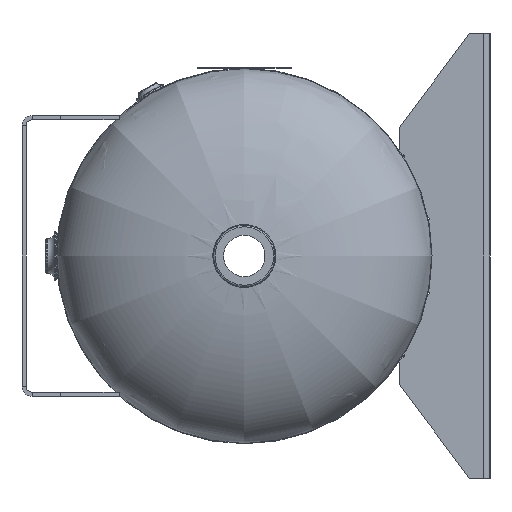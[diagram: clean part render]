
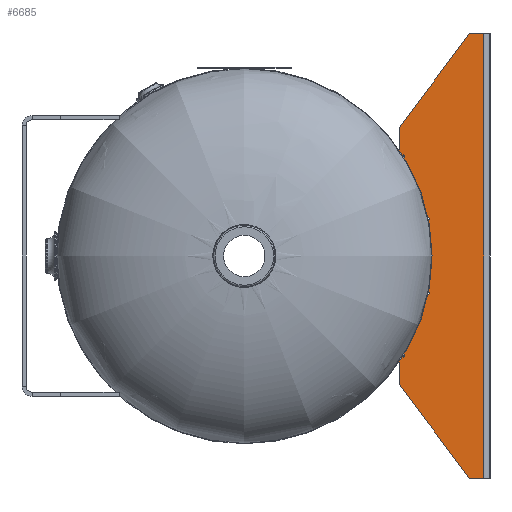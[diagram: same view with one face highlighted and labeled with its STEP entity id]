
A CAD part, left-side view. The second image highlights one B-rep face of the part: STEP entity #6685.
In plain terms, the highlighted face is planar.
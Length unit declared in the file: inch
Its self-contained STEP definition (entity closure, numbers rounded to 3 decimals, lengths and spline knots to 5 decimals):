
#322=CIRCLE('',#7200,8.0604);
#341=CIRCLE('',#7224,8.);
#343=CIRCLE('',#7229,8.0604);
#344=CIRCLE('',#7234,8.);
#347=CIRCLE('',#7243,8.0604);
#349=CIRCLE('',#7248,8.);
#350=CIRCLE('',#7250,8.);
#351=CIRCLE('',#7251,8.0604);
#352=CIRCLE('',#7252,8.);
#930=LINE('',#12720,#1578);
#934=LINE('',#12729,#1582);
#972=LINE('',#12850,#1620);
#975=LINE('',#12855,#1623);
#982=LINE('',#12876,#1630);
#985=LINE('',#12884,#1633);
#989=LINE('',#12898,#1637);
#990=LINE('',#12902,#1638);
#991=LINE('',#12906,#1639);
#992=LINE('',#12908,#1640);
#993=LINE('',#12910,#1641);
#994=LINE('',#12912,#1642);
#995=LINE('',#12914,#1643);
#996=LINE('',#12916,#1644);
#997=LINE('',#12917,#1645);
#1578=VECTOR('',#8636,0.3937);
#1582=VECTOR('',#8642,0.3937);
#1620=VECTOR('',#8748,0.3937);
#1623=VECTOR('',#8753,0.3937);
#1630=VECTOR('',#8778,0.3937);
#1633=VECTOR('',#8787,0.3937);
#1637=VECTOR('',#8803,0.3937);
#1638=VECTOR('',#8806,0.3937);
#1639=VECTOR('',#8809,0.3937);
#1640=VECTOR('',#8810,0.3937);
#1641=VECTOR('',#8811,0.3937);
#1642=VECTOR('',#8812,0.3937);
#1643=VECTOR('',#8813,0.3937);
#1644=VECTOR('',#8814,0.3937);
#1645=VECTOR('',#8815,0.3937);
#1893=PLANE('',#7249);
#2369=FACE_OUTER_BOUND('',#2845,.T.);
#2845=EDGE_LOOP('',(#6066,#6067,#6068,#6069,#6070,#6071,#6072,#6073,#6074,
#6075,#6076,#6077,#6078,#6079,#6080,#6081,#6082,#6083,#6084,#6085,#6086,
#6087,#6088,#6089));
#3504=VERTEX_POINT('',#12717);
#3505=VERTEX_POINT('',#12719);
#3508=VERTEX_POINT('',#12726);
#3509=VERTEX_POINT('',#12728);
#3552=VERTEX_POINT('',#12827);
#3556=VERTEX_POINT('',#12841);
#3557=VERTEX_POINT('',#12843);
#3558=VERTEX_POINT('',#12849);
#3559=VERTEX_POINT('',#12853);
#3564=VERTEX_POINT('',#12875);
#3565=VERTEX_POINT('',#12879);
#3566=VERTEX_POINT('',#12883);
#3568=VERTEX_POINT('',#12891);
#3569=VERTEX_POINT('',#12895);
#3570=VERTEX_POINT('',#12897);
#3571=VERTEX_POINT('',#12899);
#3572=VERTEX_POINT('',#12901);
#3573=VERTEX_POINT('',#12903);
#3574=VERTEX_POINT('',#12905);
#3575=VERTEX_POINT('',#12907);
#3576=VERTEX_POINT('',#12909);
#3577=VERTEX_POINT('',#12911);
#3578=VERTEX_POINT('',#12913);
#3579=VERTEX_POINT('',#12915);
#4343=EDGE_CURVE('',#3505,#3504,#930,.T.);
#4347=EDGE_CURVE('',#3509,#3508,#934,.T.);
#4350=EDGE_CURVE('',#3504,#3509,#322,.T.);
#4397=EDGE_CURVE('',#3552,#3505,#341,.T.);
#4405=EDGE_CURVE('',#3557,#3556,#343,.T.);
#4408=EDGE_CURVE('',#3558,#3557,#972,.T.);
#4411=EDGE_CURVE('',#3556,#3559,#975,.T.);
#4412=EDGE_CURVE('',#3508,#3558,#344,.T.);
#4421=EDGE_CURVE('',#3564,#3552,#982,.T.);
#4423=EDGE_CURVE('',#3565,#3564,#347,.T.);
#4425=EDGE_CURVE('',#3566,#3565,#985,.T.);
#4429=EDGE_CURVE('',#3568,#3566,#349,.T.);
#4431=EDGE_CURVE('',#3559,#3569,#350,.T.);
#4432=EDGE_CURVE('',#3569,#3570,#989,.T.);
#4433=EDGE_CURVE('',#3570,#3571,#351,.T.);
#4434=EDGE_CURVE('',#3571,#3572,#990,.T.);
#4435=EDGE_CURVE('',#3572,#3573,#352,.T.);
#4436=EDGE_CURVE('',#3574,#3573,#991,.T.);
#4437=EDGE_CURVE('',#3575,#3574,#992,.T.);
#4438=EDGE_CURVE('',#3575,#3576,#993,.T.);
#4439=EDGE_CURVE('',#3577,#3576,#994,.T.);
#4440=EDGE_CURVE('',#3577,#3578,#995,.T.);
#4441=EDGE_CURVE('',#3579,#3578,#996,.T.);
#4442=EDGE_CURVE('',#3568,#3579,#997,.T.);
#6066=ORIENTED_EDGE('',*,*,#4347,.T.);
#6067=ORIENTED_EDGE('',*,*,#4412,.T.);
#6068=ORIENTED_EDGE('',*,*,#4408,.T.);
#6069=ORIENTED_EDGE('',*,*,#4405,.T.);
#6070=ORIENTED_EDGE('',*,*,#4411,.T.);
#6071=ORIENTED_EDGE('',*,*,#4431,.T.);
#6072=ORIENTED_EDGE('',*,*,#4432,.T.);
#6073=ORIENTED_EDGE('',*,*,#4433,.T.);
#6074=ORIENTED_EDGE('',*,*,#4434,.T.);
#6075=ORIENTED_EDGE('',*,*,#4435,.T.);
#6076=ORIENTED_EDGE('',*,*,#4436,.F.);
#6077=ORIENTED_EDGE('',*,*,#4437,.F.);
#6078=ORIENTED_EDGE('',*,*,#4438,.T.);
#6079=ORIENTED_EDGE('',*,*,#4439,.F.);
#6080=ORIENTED_EDGE('',*,*,#4440,.T.);
#6081=ORIENTED_EDGE('',*,*,#4441,.F.);
#6082=ORIENTED_EDGE('',*,*,#4442,.F.);
#6083=ORIENTED_EDGE('',*,*,#4429,.T.);
#6084=ORIENTED_EDGE('',*,*,#4425,.T.);
#6085=ORIENTED_EDGE('',*,*,#4423,.T.);
#6086=ORIENTED_EDGE('',*,*,#4421,.T.);
#6087=ORIENTED_EDGE('',*,*,#4397,.T.);
#6088=ORIENTED_EDGE('',*,*,#4343,.T.);
#6089=ORIENTED_EDGE('',*,*,#4350,.T.);
#6685=ADVANCED_FACE('',(#2369),#1893,.T.);
#7200=AXIS2_PLACEMENT_3D('',#12733,#8648,#8649);
#7224=AXIS2_PLACEMENT_3D('',#12828,#8724,#8725);
#7229=AXIS2_PLACEMENT_3D('',#12844,#8740,#8741);
#7234=AXIS2_PLACEMENT_3D('',#12857,#8756,#8757);
#7243=AXIS2_PLACEMENT_3D('',#12880,#8782,#8783);
#7248=AXIS2_PLACEMENT_3D('',#12892,#8796,#8797);
#7249=AXIS2_PLACEMENT_3D('',#12894,#8799,#8800);
#7250=AXIS2_PLACEMENT_3D('',#12896,#8801,#8802);
#7251=AXIS2_PLACEMENT_3D('',#12900,#8804,#8805);
#7252=AXIS2_PLACEMENT_3D('',#12904,#8807,#8808);
#8636=DIRECTION('',(0.203,0.,-0.979));
#8642=DIRECTION('',(-0.191,0.,0.982));
#8648=DIRECTION('center_axis',(0.,1.,0.));
#8649=DIRECTION('ref_axis',(-1.,0.,0.));
#8724=DIRECTION('center_axis',(0.,1.,0.));
#8725=DIRECTION('ref_axis',(0.561,0.,-0.828));
#8740=DIRECTION('center_axis',(0.,1.,0.));
#8741=DIRECTION('ref_axis',(1.,0.,0.));
#8748=DIRECTION('',(-0.191,0.,-0.982));
#8753=DIRECTION('',(0.203,0.,0.979));
#8756=DIRECTION('center_axis',(0.,1.,0.));
#8757=DIRECTION('ref_axis',(0.561,0.,-0.828));
#8778=DIRECTION('',(-0.528,0.,0.849));
#8782=DIRECTION('center_axis',(0.,1.,0.));
#8783=DIRECTION('ref_axis',(-1.,0.,0.));
#8787=DIRECTION('',(0.538,0.,-0.843));
#8796=DIRECTION('center_axis',(0.,1.,0.));
#8797=DIRECTION('ref_axis',(0.561,0.,-0.828));
#8799=DIRECTION('center_axis',(0.,-1.,0.));
#8800=DIRECTION('ref_axis',(0.,0.,-1.));
#8801=DIRECTION('center_axis',(0.,1.,0.));
#8802=DIRECTION('ref_axis',(0.561,0.,-0.828));
#8803=DIRECTION('',(-0.528,0.,-0.849));
#8804=DIRECTION('center_axis',(0.,1.,0.));
#8805=DIRECTION('ref_axis',(1.,0.,0.));
#8806=DIRECTION('',(0.538,0.,0.843));
#8807=DIRECTION('center_axis',(0.,1.,0.));
#8808=DIRECTION('ref_axis',(0.561,0.,-0.828));
#8809=DIRECTION('',(1.,0.,0.));
#8810=DIRECTION('',(0.8,0.,0.6));
#8811=DIRECTION('',(0.,0.,-1.));
#8812=DIRECTION('',(-1.,0.,0.));
#8813=DIRECTION('',(0.,0.,1.));
#8814=DIRECTION('',(0.8,0.,-0.6));
#8815=DIRECTION('',(1.,0.,0.));
#12717=CARTESIAN_POINT('',(1.63852,-2.,2.6079));
#12719=CARTESIAN_POINT('',(1.62625,-2.,2.66704));
#12720=CARTESIAN_POINT('',(1.66792,-2.,2.46632));
#12726=CARTESIAN_POINT('',(1.52894,-2.,2.64746));
#12728=CARTESIAN_POINT('',(1.54049,-2.,2.58818));
#12729=CARTESIAN_POINT('',(0.81138,-2.,6.33284));
#12733=CARTESIAN_POINT('Origin',(0.,-2.,10.5));
#12827=CARTESIAN_POINT('',(4.22267,-2.,3.70522));
#12828=CARTESIAN_POINT('Origin',(0.,-2.,10.5));
#12841=CARTESIAN_POINT('',(-1.63852,-2.,2.6079));
#12843=CARTESIAN_POINT('',(-1.54049,-2.,2.58818));
#12844=CARTESIAN_POINT('Origin',(0.,-2.,10.5));
#12849=CARTESIAN_POINT('',(-1.52894,-2.,2.64746));
#12850=CARTESIAN_POINT('',(-1.15837,-2.,4.55069));
#12853=CARTESIAN_POINT('',(-1.62625,-2.,2.66704));
#12855=CARTESIAN_POINT('',(-2.06049,-2.,0.57547));
#12857=CARTESIAN_POINT('Origin',(0.,-2.,10.5));
#12875=CARTESIAN_POINT('',(4.25455,-2.,3.65392));
#12876=CARTESIAN_POINT('',(1.03026,-2.,8.84219));
#12879=CARTESIAN_POINT('',(4.33915,-2.,3.70723));
#12880=CARTESIAN_POINT('Origin',(0.,-2.,10.5));
#12883=CARTESIAN_POINT('',(4.30664,-2.,3.75813));
#12884=CARTESIAN_POINT('',(3.17479,-2.,5.52999));
#12891=CARTESIAN_POINT('',(4.48582,-2.,3.876));
#12892=CARTESIAN_POINT('Origin',(0.,-2.,10.5));
#12894=CARTESIAN_POINT('Origin',(-9.5,-2.,0.));
#12895=CARTESIAN_POINT('',(-4.22267,-2.,3.70522));
#12896=CARTESIAN_POINT('Origin',(0.,-2.,10.5));
#12897=CARTESIAN_POINT('',(-4.25455,-2.,3.65392));
#12898=CARTESIAN_POINT('',(-3.67704,-2.,4.5832));
#12899=CARTESIAN_POINT('',(-4.33915,-2.,3.70723));
#12900=CARTESIAN_POINT('Origin',(0.,-2.,10.5));
#12901=CARTESIAN_POINT('',(-4.30664,-2.,3.75813));
#12902=CARTESIAN_POINT('',(-5.92789,-2.,1.22013));
#12903=CARTESIAN_POINT('',(-4.48582,-2.,3.876));
#12904=CARTESIAN_POINT('Origin',(0.,-2.,10.5));
#12905=CARTESIAN_POINT('',(-5.5,-2.,3.876));
#12906=CARTESIAN_POINT('',(-9.5,-2.,3.876));
#12907=CARTESIAN_POINT('',(-9.5,-2.,0.876));
#12908=CARTESIAN_POINT('',(-8.71024,-2.,1.46832));
#12909=CARTESIAN_POINT('',(-9.5,-2.,0.269));
#12910=CARTESIAN_POINT('',(-9.5,-2.,3.876));
#12911=CARTESIAN_POINT('',(9.5,-2.,0.269));
#12912=CARTESIAN_POINT('',(-9.5,-2.,0.269));
#12913=CARTESIAN_POINT('',(9.5,-2.,0.876));
#12914=CARTESIAN_POINT('',(9.5,-2.,3.876));
#12915=CARTESIAN_POINT('',(5.5,-2.,3.876));
#12916=CARTESIAN_POINT('',(2.63024,-2.,6.02832));
#12917=CARTESIAN_POINT('',(-9.5,-2.,3.876));
